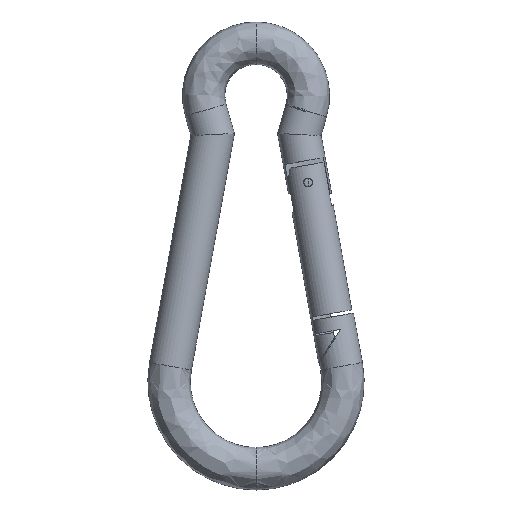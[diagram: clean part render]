
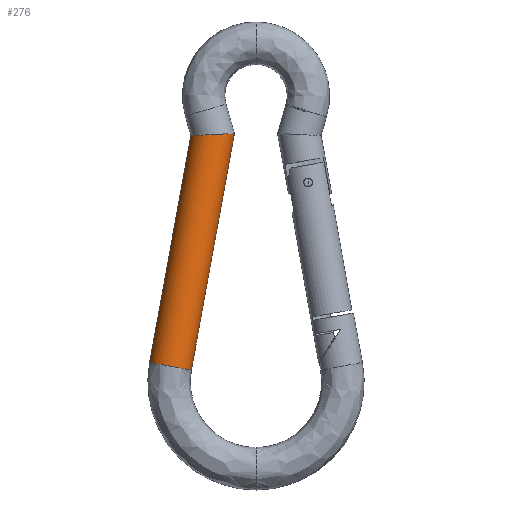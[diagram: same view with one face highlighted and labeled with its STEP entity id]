
A CAD part, left-side view. The second image highlights one B-rep face of the part: STEP entity #276.
In plain terms, the highlighted cylindrical face has radius 3.885 mm (diameter 7.77 mm), a partial arc.
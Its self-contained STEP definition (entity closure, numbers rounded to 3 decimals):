
#78 = FACE_OUTER_BOUND ( 'NONE', #1901, .T. ) ;
#131 = VECTOR ( 'NONE', #570, 1000. ) ;
#168 = VERTEX_POINT ( 'NONE', #1029 ) ;
#197 = EDGE_CURVE ( 'NONE', #2109, #1441, #1360, .T. ) ;
#199 = DIRECTION ( 'NONE',  ( 0., 0.984, 0.179 ) ) ;
#276 = ADVANCED_FACE ( 'NONE', ( #78 ), #867, .T. ) ;
#385 = VECTOR ( 'NONE', #1193, 1000. ) ;
#386 = DIRECTION ( 'NONE',  ( 0., -0.179, 0.984 ) ) ;
#409 = DIRECTION ( 'NONE',  ( 0., -0.984, -0.179 ) ) ;
#553 = DIRECTION ( 'NONE',  ( 0., 0.179, -0.984 ) ) ;
#570 = DIRECTION ( 'NONE',  ( 0., -0.179, 0.984 ) ) ;
#658 = CARTESIAN_POINT ( 'NONE',  ( 0., 3.947, -6.93 ) ) ;
#671 = CARTESIAN_POINT ( 'NONE',  ( 0., 11.917, -7.326 ) ) ;
#709 = EDGE_CURVE ( 'NONE', #1069, #168, #1127, .T. ) ;
#824 = CARTESIAN_POINT ( 'NONE',  ( -7.77, 11.917, -7.326 ) ) ;
#867 = CYLINDRICAL_SURFACE ( 'NONE', #2059, 3.885 ) ;
#953 = CARTESIAN_POINT ( 'NONE',  ( 0., 7.415, -4.293 ) ) ;
#1029 = CARTESIAN_POINT ( 'NONE',  ( 0., 11.917, -7.326 ) ) ;
#1069 = VERTEX_POINT ( 'NONE', #1150 ) ;
#1127 =( BOUNDED_CURVE ( )  B_SPLINE_CURVE ( 3, ( #658, #1768, #824, #671 ),
 .UNSPECIFIED., .F., .F. ) 
 B_SPLINE_CURVE_WITH_KNOTS ( ( 4, 4 ),
 ( 0., 3.142 ),
 .UNSPECIFIED. ) 
 CURVE ( )  GEOMETRIC_REPRESENTATION_ITEM ( )  RATIONAL_B_SPLINE_CURVE ( ( 1., 0.333, 0.333, 1. ) ) 
 REPRESENTATION_ITEM ( '' )  );
#1150 = CARTESIAN_POINT ( 'NONE',  ( 0., 3.947, -6.93 ) ) ;
#1152 = CARTESIAN_POINT ( 'NONE',  ( 0., 11.835, -50.245 ) ) ;
#1193 = DIRECTION ( 'NONE',  ( 0., -0.179, 0.984 ) ) ;
#1197 = EDGE_CURVE ( 'NONE', #1441, #168, #1688, .T. ) ;
#1328 = CARTESIAN_POINT ( 'NONE',  ( 0., 11.237, -3.597 ) ) ;
#1333 = ORIENTED_EDGE ( 'NONE', *, *, #1197, .F. ) ;
#1339 = AXIS2_PLACEMENT_3D ( 'NONE', #1641, #553, #199 ) ;
#1360 = CIRCLE ( 'NONE', #1339, 3.885 ) ;
#1441 = VERTEX_POINT ( 'NONE', #2012 ) ;
#1529 = ORIENTED_EDGE ( 'NONE', *, *, #197, .F. ) ;
#1641 = CARTESIAN_POINT ( 'NONE',  ( 0., 15.657, -49.548 ) ) ;
#1688 = LINE ( 'NONE', #1328, #385 ) ;
#1768 = CARTESIAN_POINT ( 'NONE',  ( -7.77, 3.947, -6.93 ) ) ;
#1849 = ORIENTED_EDGE ( 'NONE', *, *, #709, .T. ) ;
#1901 = EDGE_LOOP ( 'NONE', ( #1333, #1529, #2086, #1849 ) ) ;
#2012 = CARTESIAN_POINT ( 'NONE',  ( 0., 19.48, -48.852 ) ) ;
#2059 = AXIS2_PLACEMENT_3D ( 'NONE', #953, #386, #409 ) ;
#2086 = ORIENTED_EDGE ( 'NONE', *, *, #2103, .T. ) ;
#2103 = EDGE_CURVE ( 'NONE', #2109, #1069, #2312, .T. ) ;
#2109 = VERTEX_POINT ( 'NONE', #1152 ) ;
#2234 = CARTESIAN_POINT ( 'NONE',  ( 0., 3.593, -4.989 ) ) ;
#2312 = LINE ( 'NONE', #2234, #131 ) ;
